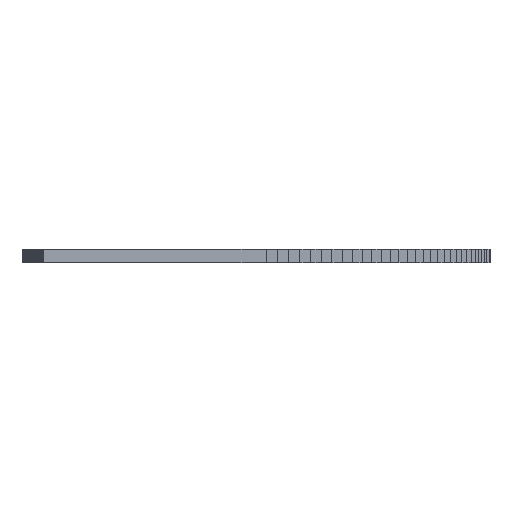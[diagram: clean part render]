
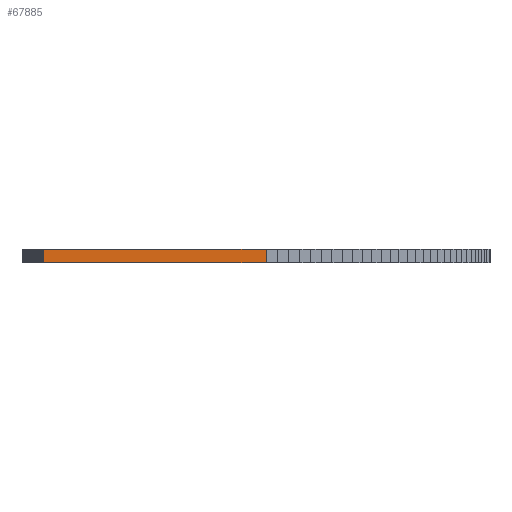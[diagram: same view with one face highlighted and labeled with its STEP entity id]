
A CAD part, left-side view. The second image highlights one B-rep face of the part: STEP entity #67885.
In plain terms, the highlighted planar face has unit normal (-1, 0.001, 0).
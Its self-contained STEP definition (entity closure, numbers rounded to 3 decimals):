
#83 = PLANE('',#84);
#84 = AXIS2_PLACEMENT_3D('',#85,#86,#87);
#85 = CARTESIAN_POINT('',(145.799,-86.078,1.58));
#86 = DIRECTION('',(-0.,-0.,-1.));
#87 = DIRECTION('',(-1.,0.,0.));
#137 = PLANE('',#138);
#138 = AXIS2_PLACEMENT_3D('',#139,#140,#141);
#139 = CARTESIAN_POINT('',(145.799,-86.078,0.));
#140 = DIRECTION('',(-0.,-0.,-1.));
#141 = DIRECTION('',(-1.,0.,0.));
#21162 = VERTEX_POINT('',#21163);
#21163 = CARTESIAN_POINT('',(102.8,-86.8,0.));
#21177 = PLANE('',#21178);
#21178 = AXIS2_PLACEMENT_3D('',#21179,#21180,#21181);
#21179 = CARTESIAN_POINT('',(102.799,-88.17,0.));
#21180 = DIRECTION('',(-1.,0.001,0.));
#21181 = DIRECTION('',(0.001,1.,0.));
#21189 = EDGE_CURVE('',#21162,#21190,#21192,.T.);
#21190 = VERTEX_POINT('',#21191);
#21191 = CARTESIAN_POINT('',(102.821,-60.074,0.));
#21192 = SURFACE_CURVE('',#21193,(#21197,#21204),.PCURVE_S1.);
#21193 = LINE('',#21194,#21195);
#21194 = CARTESIAN_POINT('',(102.8,-86.8,0.));
#21195 = VECTOR('',#21196,1.);
#21196 = DIRECTION('',(0.001,1.,0.));
#21197 = PCURVE('',#137,#21198);
#21198 = DEFINITIONAL_REPRESENTATION('',(#21199),#21203);
#21199 = LINE('',#21200,#21201);
#21200 = CARTESIAN_POINT('',(42.999,-0.722));
#21201 = VECTOR('',#21202,1.);
#21202 = DIRECTION('',(-0.001,1.));
#21203 = ( GEOMETRIC_REPRESENTATION_CONTEXT(2) 
PARAMETRIC_REPRESENTATION_CONTEXT() REPRESENTATION_CONTEXT('2D SPACE',''
  ) );
#21204 = PCURVE('',#21205,#21210);
#21205 = PLANE('',#21206);
#21206 = AXIS2_PLACEMENT_3D('',#21207,#21208,#21209);
#21207 = CARTESIAN_POINT('',(102.8,-86.8,0.));
#21208 = DIRECTION('',(-1.,0.001,0.));
#21209 = DIRECTION('',(0.001,1.,0.));
#21210 = DEFINITIONAL_REPRESENTATION('',(#21211),#21215);
#21211 = LINE('',#21212,#21213);
#21212 = CARTESIAN_POINT('',(0.,0.));
#21213 = VECTOR('',#21214,1.);
#21214 = DIRECTION('',(1.,0.));
#21215 = ( GEOMETRIC_REPRESENTATION_CONTEXT(2) 
PARAMETRIC_REPRESENTATION_CONTEXT() REPRESENTATION_CONTEXT('2D SPACE',''
  ) );
#21233 = PLANE('',#21234);
#21234 = AXIS2_PLACEMENT_3D('',#21235,#21236,#21237);
#21235 = CARTESIAN_POINT('',(102.821,-60.074,0.));
#21236 = DIRECTION('',(0.,1.,0.));
#21237 = DIRECTION('',(1.,0.,0.));
#46269 = VERTEX_POINT('',#46270);
#46270 = CARTESIAN_POINT('',(102.8,-86.8,1.58));
#46291 = EDGE_CURVE('',#46269,#46292,#46294,.T.);
#46292 = VERTEX_POINT('',#46293);
#46293 = CARTESIAN_POINT('',(102.821,-60.074,1.58));
#46294 = SURFACE_CURVE('',#46295,(#46299,#46306),.PCURVE_S1.);
#46295 = LINE('',#46296,#46297);
#46296 = CARTESIAN_POINT('',(102.8,-86.8,1.58));
#46297 = VECTOR('',#46298,1.);
#46298 = DIRECTION('',(0.001,1.,0.));
#46299 = PCURVE('',#83,#46300);
#46300 = DEFINITIONAL_REPRESENTATION('',(#46301),#46305);
#46301 = LINE('',#46302,#46303);
#46302 = CARTESIAN_POINT('',(42.999,-0.722));
#46303 = VECTOR('',#46304,1.);
#46304 = DIRECTION('',(-0.001,1.));
#46305 = ( GEOMETRIC_REPRESENTATION_CONTEXT(2) 
PARAMETRIC_REPRESENTATION_CONTEXT() REPRESENTATION_CONTEXT('2D SPACE',''
  ) );
#46306 = PCURVE('',#21205,#46307);
#46307 = DEFINITIONAL_REPRESENTATION('',(#46308),#46312);
#46308 = LINE('',#46309,#46310);
#46309 = CARTESIAN_POINT('',(0.,-1.58));
#46310 = VECTOR('',#46311,1.);
#46311 = DIRECTION('',(1.,0.));
#46312 = ( GEOMETRIC_REPRESENTATION_CONTEXT(2) 
PARAMETRIC_REPRESENTATION_CONTEXT() REPRESENTATION_CONTEXT('2D SPACE',''
  ) );
#67835 = EDGE_CURVE('',#21190,#46292,#67836,.T.);
#67836 = SURFACE_CURVE('',#67837,(#67841,#67848),.PCURVE_S1.);
#67837 = LINE('',#67838,#67839);
#67838 = CARTESIAN_POINT('',(102.821,-60.074,0.));
#67839 = VECTOR('',#67840,1.);
#67840 = DIRECTION('',(0.,0.,1.));
#67841 = PCURVE('',#21233,#67842);
#67842 = DEFINITIONAL_REPRESENTATION('',(#67843),#67847);
#67843 = LINE('',#67844,#67845);
#67844 = CARTESIAN_POINT('',(0.,0.));
#67845 = VECTOR('',#67846,1.);
#67846 = DIRECTION('',(0.,-1.));
#67847 = ( GEOMETRIC_REPRESENTATION_CONTEXT(2) 
PARAMETRIC_REPRESENTATION_CONTEXT() REPRESENTATION_CONTEXT('2D SPACE',''
  ) );
#67848 = PCURVE('',#21205,#67849);
#67849 = DEFINITIONAL_REPRESENTATION('',(#67850),#67854);
#67850 = LINE('',#67851,#67852);
#67851 = CARTESIAN_POINT('',(26.726,0.));
#67852 = VECTOR('',#67853,1.);
#67853 = DIRECTION('',(0.,-1.));
#67854 = ( GEOMETRIC_REPRESENTATION_CONTEXT(2) 
PARAMETRIC_REPRESENTATION_CONTEXT() REPRESENTATION_CONTEXT('2D SPACE',''
  ) );
#67885 = ADVANCED_FACE('',(#67886),#21205,.T.);
#67886 = FACE_BOUND('',#67887,.T.);
#67887 = EDGE_LOOP('',(#67888,#67909,#67910,#67911));
#67888 = ORIENTED_EDGE('',*,*,#67889,.T.);
#67889 = EDGE_CURVE('',#21162,#46269,#67890,.T.);
#67890 = SURFACE_CURVE('',#67891,(#67895,#67902),.PCURVE_S1.);
#67891 = LINE('',#67892,#67893);
#67892 = CARTESIAN_POINT('',(102.8,-86.8,0.));
#67893 = VECTOR('',#67894,1.);
#67894 = DIRECTION('',(0.,0.,1.));
#67895 = PCURVE('',#21205,#67896);
#67896 = DEFINITIONAL_REPRESENTATION('',(#67897),#67901);
#67897 = LINE('',#67898,#67899);
#67898 = CARTESIAN_POINT('',(0.,0.));
#67899 = VECTOR('',#67900,1.);
#67900 = DIRECTION('',(0.,-1.));
#67901 = ( GEOMETRIC_REPRESENTATION_CONTEXT(2) 
PARAMETRIC_REPRESENTATION_CONTEXT() REPRESENTATION_CONTEXT('2D SPACE',''
  ) );
#67902 = PCURVE('',#21177,#67903);
#67903 = DEFINITIONAL_REPRESENTATION('',(#67904),#67908);
#67904 = LINE('',#67905,#67906);
#67905 = CARTESIAN_POINT('',(1.37,0.));
#67906 = VECTOR('',#67907,1.);
#67907 = DIRECTION('',(0.,-1.));
#67908 = ( GEOMETRIC_REPRESENTATION_CONTEXT(2) 
PARAMETRIC_REPRESENTATION_CONTEXT() REPRESENTATION_CONTEXT('2D SPACE',''
  ) );
#67909 = ORIENTED_EDGE('',*,*,#46291,.T.);
#67910 = ORIENTED_EDGE('',*,*,#67835,.F.);
#67911 = ORIENTED_EDGE('',*,*,#21189,.F.);
